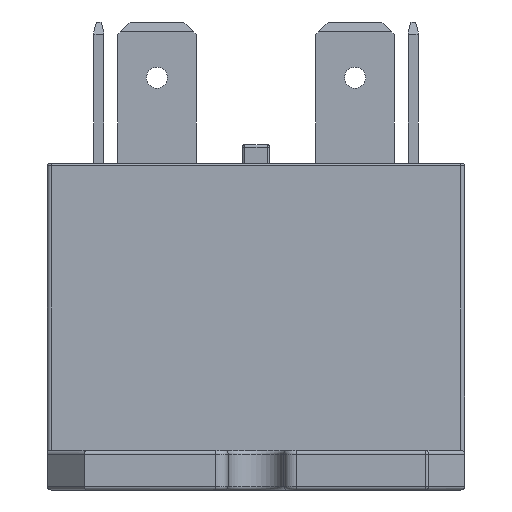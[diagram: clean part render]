
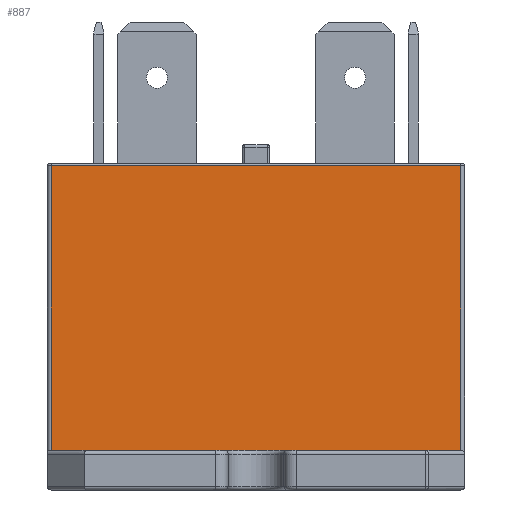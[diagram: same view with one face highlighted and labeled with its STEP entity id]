
A CAD part, left-side view. The second image highlights one B-rep face of the part: STEP entity #887.
In plain terms, the highlighted planar face has unit normal (-1, 0, 0).
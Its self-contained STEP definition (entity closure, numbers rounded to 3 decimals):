
#65=PLANE('',#3163);
#323=LINE('',#4515,#623);
#324=LINE('',#4518,#624);
#325=LINE('',#4520,#625);
#326=LINE('',#4522,#626);
#623=VECTOR('',#3552,1.);
#624=VECTOR('',#3553,1.);
#625=VECTOR('',#3554,1.);
#626=VECTOR('',#3555,1.);
#887=ADVANCED_FACE('',(#1078),#65,.F.);
#1078=FACE_OUTER_BOUND('',#1245,.T.);
#1245=EDGE_LOOP('',(#1507,#1508,#1509,#1510));
#1507=ORIENTED_EDGE('',*,*,#2643,.T.);
#1508=ORIENTED_EDGE('',*,*,#2644,.T.);
#1509=ORIENTED_EDGE('',*,*,#2645,.F.);
#1510=ORIENTED_EDGE('',*,*,#2646,.T.);
#2371=VERTEX_POINT('',#4516);
#2372=VERTEX_POINT('',#4517);
#2373=VERTEX_POINT('',#4519);
#2374=VERTEX_POINT('',#4521);
#2643=EDGE_CURVE('',#2371,#2372,#323,.T.);
#2644=EDGE_CURVE('',#2372,#2373,#324,.T.);
#2645=EDGE_CURVE('',#2374,#2373,#325,.T.);
#2646=EDGE_CURVE('',#2374,#2371,#326,.T.);
#3163=AXIS2_PLACEMENT_3D('',#4523,#3556,#3557);
#3552=DIRECTION('',(0.,1.,0.));
#3553=DIRECTION('',(0.,0.,-1.));
#3554=DIRECTION('',(0.,1.,0.));
#3555=DIRECTION('',(0.,0.,1.));
#3556=DIRECTION('',(1.,0.,0.));
#3557=DIRECTION('',(0.,-1.,0.));
#4515=CARTESIAN_POINT('',(0.,33.7,26.2));
#4516=CARTESIAN_POINT('',(0.,0.3,26.2));
#4517=CARTESIAN_POINT('',(0.,33.4,26.2));
#4518=CARTESIAN_POINT('',(0.,33.4,26.4));
#4519=CARTESIAN_POINT('',(0.,33.4,3.2));
#4520=CARTESIAN_POINT('',(0.,0.,3.2));
#4521=CARTESIAN_POINT('',(0.,0.3,3.2));
#4522=CARTESIAN_POINT('',(0.,0.3,26.4));
#4523=CARTESIAN_POINT('',(0.,33.7,26.4));
